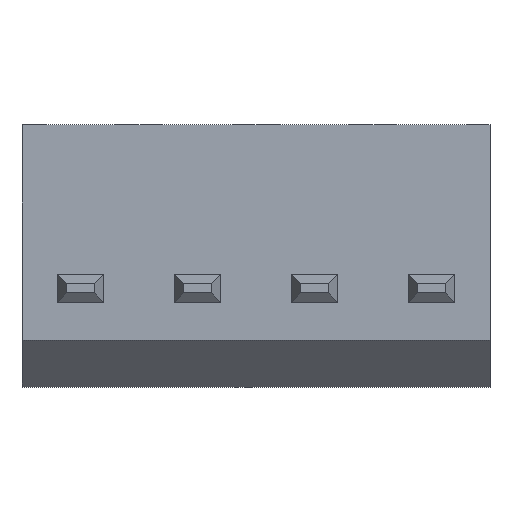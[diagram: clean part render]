
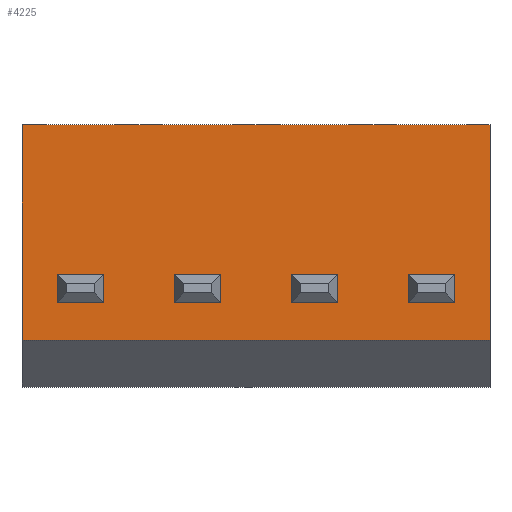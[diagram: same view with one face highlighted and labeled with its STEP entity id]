
A CAD part, top view. The second image highlights one B-rep face of the part: STEP entity #4225.
In plain terms, the highlighted planar face has unit normal (0, 0, 1).
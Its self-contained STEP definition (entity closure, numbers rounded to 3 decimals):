
#4225 = ADVANCED_FACE('',(#4226),#4240,.T.);
#4226 = FACE_BOUND('',#4227,.T.);
#4227 = EDGE_LOOP('',(#4228,#4263,#4291,#4319));
#4228 = ORIENTED_EDGE('',*,*,#4229,.T.);
#4229 = EDGE_CURVE('',#4230,#4232,#4234,.T.);
#4230 = VERTEX_POINT('',#4231);
#4231 = CARTESIAN_POINT('',(-1.25,-1.1,3.2));
#4232 = VERTEX_POINT('',#4233);
#4233 = CARTESIAN_POINT('',(8.75,-1.1,3.2));
#4234 = SURFACE_CURVE('',#4235,(#4239,#4251),.PCURVE_S1.);
#4235 = LINE('',#4236,#4237);
#4236 = CARTESIAN_POINT('',(-1.25,-1.1,3.2));
#4237 = VECTOR('',#4238,1.);
#4238 = DIRECTION('',(1.,0.,0.));
#4239 = PCURVE('',#4240,#4245);
#4240 = PLANE('',#4241);
#4241 = AXIS2_PLACEMENT_3D('',#4242,#4243,#4244);
#4242 = CARTESIAN_POINT('',(-1.25,-1.1,3.2));
#4243 = DIRECTION('',(0.,0.,1.));
#4244 = DIRECTION('',(0.,1.,0.));
#4245 = DEFINITIONAL_REPRESENTATION('',(#4246),#4250);
#4246 = LINE('',#4247,#4248);
#4247 = CARTESIAN_POINT('',(0.,0.));
#4248 = VECTOR('',#4249,1.);
#4249 = DIRECTION('',(0.,-1.));
#4250 = ( GEOMETRIC_REPRESENTATION_CONTEXT(2) 
PARAMETRIC_REPRESENTATION_CONTEXT() REPRESENTATION_CONTEXT('2D SPACE',''
  ) );
#4251 = PCURVE('',#4252,#4257);
#4252 = PLANE('',#4253);
#4253 = AXIS2_PLACEMENT_3D('',#4254,#4255,#4256);
#4254 = CARTESIAN_POINT('',(-1.25,-1.1,3.2));
#4255 = DIRECTION('',(0.,0.707,-0.707));
#4256 = DIRECTION('',(0.,-0.707,-0.707));
#4257 = DEFINITIONAL_REPRESENTATION('',(#4258),#4262);
#4258 = LINE('',#4259,#4260);
#4259 = CARTESIAN_POINT('',(0.,0.));
#4260 = VECTOR('',#4261,1.);
#4261 = DIRECTION('',(0.,-1.));
#4262 = ( GEOMETRIC_REPRESENTATION_CONTEXT(2) 
PARAMETRIC_REPRESENTATION_CONTEXT() REPRESENTATION_CONTEXT('2D SPACE',''
  ) );
#4263 = ORIENTED_EDGE('',*,*,#4264,.T.);
#4264 = EDGE_CURVE('',#4232,#4265,#4267,.T.);
#4265 = VERTEX_POINT('',#4266);
#4266 = CARTESIAN_POINT('',(8.75,3.5,3.2));
#4267 = SURFACE_CURVE('',#4268,(#4272,#4279),.PCURVE_S1.);
#4268 = LINE('',#4269,#4270);
#4269 = CARTESIAN_POINT('',(8.75,-1.1,3.2));
#4270 = VECTOR('',#4271,1.);
#4271 = DIRECTION('',(0.,1.,0.));
#4272 = PCURVE('',#4240,#4273);
#4273 = DEFINITIONAL_REPRESENTATION('',(#4274),#4278);
#4274 = LINE('',#4275,#4276);
#4275 = CARTESIAN_POINT('',(0.,-10.));
#4276 = VECTOR('',#4277,1.);
#4277 = DIRECTION('',(1.,0.));
#4278 = ( GEOMETRIC_REPRESENTATION_CONTEXT(2) 
PARAMETRIC_REPRESENTATION_CONTEXT() REPRESENTATION_CONTEXT('2D SPACE',''
  ) );
#4279 = PCURVE('',#4280,#4285);
#4280 = PLANE('',#4281);
#4281 = AXIS2_PLACEMENT_3D('',#4282,#4283,#4284);
#4282 = CARTESIAN_POINT('',(8.75,0.951,1.622));
#4283 = DIRECTION('',(1.,0.,0.));
#4284 = DIRECTION('',(0.,0.,1.));
#4285 = DEFINITIONAL_REPRESENTATION('',(#4286),#4290);
#4286 = LINE('',#4287,#4288);
#4287 = CARTESIAN_POINT('',(1.578,2.051));
#4288 = VECTOR('',#4289,1.);
#4289 = DIRECTION('',(0.,-1.));
#4290 = ( GEOMETRIC_REPRESENTATION_CONTEXT(2) 
PARAMETRIC_REPRESENTATION_CONTEXT() REPRESENTATION_CONTEXT('2D SPACE',''
  ) );
#4291 = ORIENTED_EDGE('',*,*,#4292,.F.);
#4292 = EDGE_CURVE('',#4293,#4265,#4295,.T.);
#4293 = VERTEX_POINT('',#4294);
#4294 = CARTESIAN_POINT('',(-1.25,3.5,3.2));
#4295 = SURFACE_CURVE('',#4296,(#4300,#4307),.PCURVE_S1.);
#4296 = LINE('',#4297,#4298);
#4297 = CARTESIAN_POINT('',(-1.25,3.5,3.2));
#4298 = VECTOR('',#4299,1.);
#4299 = DIRECTION('',(1.,0.,0.));
#4300 = PCURVE('',#4240,#4301);
#4301 = DEFINITIONAL_REPRESENTATION('',(#4302),#4306);
#4302 = LINE('',#4303,#4304);
#4303 = CARTESIAN_POINT('',(4.6,0.));
#4304 = VECTOR('',#4305,1.);
#4305 = DIRECTION('',(0.,-1.));
#4306 = ( GEOMETRIC_REPRESENTATION_CONTEXT(2) 
PARAMETRIC_REPRESENTATION_CONTEXT() REPRESENTATION_CONTEXT('2D SPACE',''
  ) );
#4307 = PCURVE('',#4308,#4313);
#4308 = PLANE('',#4309);
#4309 = AXIS2_PLACEMENT_3D('',#4310,#4311,#4312);
#4310 = CARTESIAN_POINT('',(-1.25,3.5,3.2));
#4311 = DIRECTION('',(0.,1.,0.));
#4312 = DIRECTION('',(0.,0.,-1.));
#4313 = DEFINITIONAL_REPRESENTATION('',(#4314),#4318);
#4314 = LINE('',#4315,#4316);
#4315 = CARTESIAN_POINT('',(0.,0.));
#4316 = VECTOR('',#4317,1.);
#4317 = DIRECTION('',(0.,-1.));
#4318 = ( GEOMETRIC_REPRESENTATION_CONTEXT(2) 
PARAMETRIC_REPRESENTATION_CONTEXT() REPRESENTATION_CONTEXT('2D SPACE',''
  ) );
#4319 = ORIENTED_EDGE('',*,*,#4320,.F.);
#4320 = EDGE_CURVE('',#4230,#4293,#4321,.T.);
#4321 = SURFACE_CURVE('',#4322,(#4326,#4333),.PCURVE_S1.);
#4322 = LINE('',#4323,#4324);
#4323 = CARTESIAN_POINT('',(-1.25,-1.1,3.2));
#4324 = VECTOR('',#4325,1.);
#4325 = DIRECTION('',(0.,1.,0.));
#4326 = PCURVE('',#4240,#4327);
#4327 = DEFINITIONAL_REPRESENTATION('',(#4328),#4332);
#4328 = LINE('',#4329,#4330);
#4329 = CARTESIAN_POINT('',(0.,0.));
#4330 = VECTOR('',#4331,1.);
#4331 = DIRECTION('',(1.,0.));
#4332 = ( GEOMETRIC_REPRESENTATION_CONTEXT(2) 
PARAMETRIC_REPRESENTATION_CONTEXT() REPRESENTATION_CONTEXT('2D SPACE',''
  ) );
#4333 = PCURVE('',#4334,#4339);
#4334 = PLANE('',#4335);
#4335 = AXIS2_PLACEMENT_3D('',#4336,#4337,#4338);
#4336 = CARTESIAN_POINT('',(-1.25,0.951,1.622));
#4337 = DIRECTION('',(1.,0.,0.));
#4338 = DIRECTION('',(0.,0.,1.));
#4339 = DEFINITIONAL_REPRESENTATION('',(#4340),#4344);
#4340 = LINE('',#4341,#4342);
#4341 = CARTESIAN_POINT('',(1.578,2.051));
#4342 = VECTOR('',#4343,1.);
#4343 = DIRECTION('',(0.,-1.));
#4344 = ( GEOMETRIC_REPRESENTATION_CONTEXT(2) 
PARAMETRIC_REPRESENTATION_CONTEXT() REPRESENTATION_CONTEXT('2D SPACE',''
  ) );
